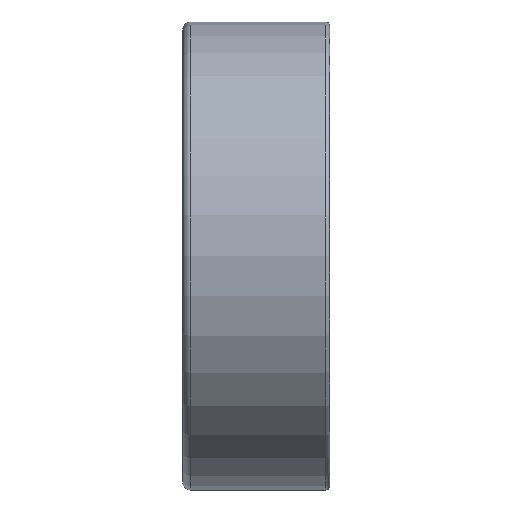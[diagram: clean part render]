
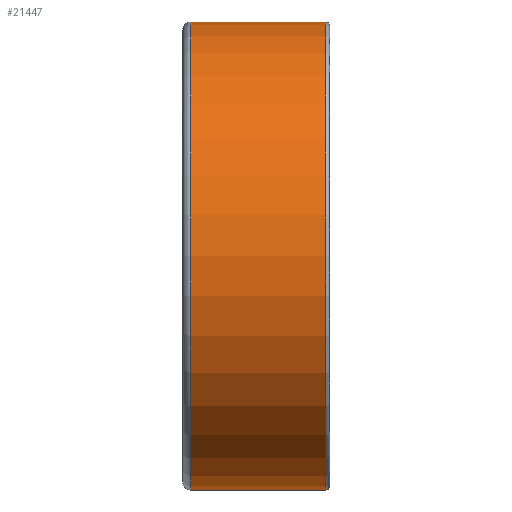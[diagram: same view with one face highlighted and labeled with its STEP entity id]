
A CAD part, top view. The second image highlights one B-rep face of the part: STEP entity #21447.
In plain terms, the highlighted cylindrical face has radius 17.5 mm (diameter 35 mm), a partial arc.
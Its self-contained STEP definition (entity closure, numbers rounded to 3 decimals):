
#11592=DIRECTION('',(-1.,0.,0.));
#11593=VECTOR('',#11592,10.1);
#11594=CARTESIAN_POINT('',(5.2,17.5,0.));
#11595=LINE('',#11594,#11593);
#11599=DIRECTION('',(-1.,0.,0.));
#11600=VECTOR('',#11599,10.1);
#11601=CARTESIAN_POINT('',(5.2,-17.5,0.));
#11602=LINE('',#11601,#11600);
#11614=CARTESIAN_POINT('',(5.2,0.,0.));
#11615=DIRECTION('',(1.,0.,0.));
#11616=DIRECTION('',(0.,1.,0.));
#11617=AXIS2_PLACEMENT_3D('',#11614,#11615,#11616);
#11622=CARTESIAN_POINT('',(-4.9,0.,0.));
#11623=DIRECTION('',(1.,0.,0.));
#11624=DIRECTION('',(0.,1.,0.));
#11625=AXIS2_PLACEMENT_3D('',#11622,#11623,#11624);
#18475=CARTESIAN_POINT('',(5.2,17.5,0.));
#18476=CARTESIAN_POINT('',(-4.9,17.5,0.));
#18477=VERTEX_POINT('',#18475);
#18478=VERTEX_POINT('',#18476);
#18487=CARTESIAN_POINT('',(5.2,-17.5,0.));
#18488=CARTESIAN_POINT('',(-4.9,-17.5,0.));
#18489=VERTEX_POINT('',#18487);
#18490=VERTEX_POINT('',#18488);
#21435=CARTESIAN_POINT('',(-6.05,0.,0.));
#21436=DIRECTION('',(1.,0.,0.));
#21437=DIRECTION('',(0.,-1.,0.));
#21438=AXIS2_PLACEMENT_3D('',#21435,#21436,#21437);
#21439=CYLINDRICAL_SURFACE('',#21438,17.5);
#21440=ORIENTED_EDGE('',*,*,#21425,.F.);
#21441=ORIENTED_EDGE('',*,*,#21402,.T.);
#21442=ORIENTED_EDGE('',*,*,#21429,.T.);
#21444=ORIENTED_EDGE('',*,*,#21443,.F.);
#21445=EDGE_LOOP('',(#21440,#21441,#21442,#21444));
#21446=FACE_OUTER_BOUND('',#21445,.F.);
#11618=CIRCLE('',#11617,17.5);
#11626=CIRCLE('',#11625,17.5);
#21402=EDGE_CURVE('',#18477,#18489,#11618,.T.);
#21425=EDGE_CURVE('',#18477,#18478,#11595,.T.);
#21429=EDGE_CURVE('',#18489,#18490,#11602,.T.);
#21443=EDGE_CURVE('',#18478,#18490,#11626,.T.);
#21447=ADVANCED_FACE('',(#21446),#21439,.T.);
